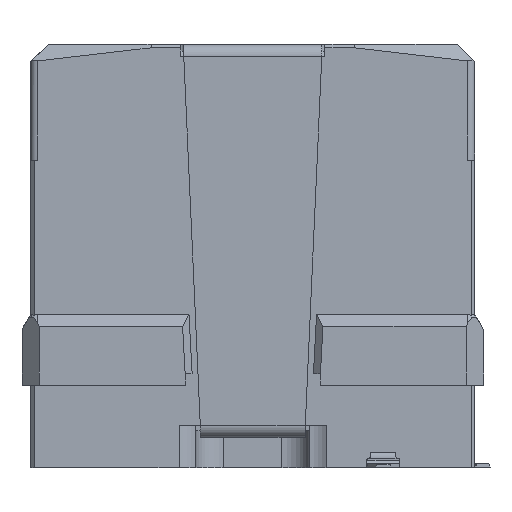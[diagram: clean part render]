
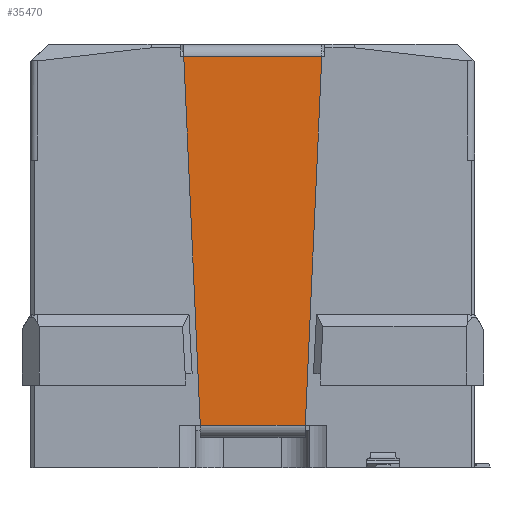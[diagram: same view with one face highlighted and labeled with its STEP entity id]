
A CAD part, left-side view. The second image highlights one B-rep face of the part: STEP entity #35470.
In plain terms, the highlighted planar face has unit normal (-1, 0, 0).
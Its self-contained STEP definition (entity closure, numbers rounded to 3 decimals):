
#791 = VECTOR ( 'NONE', #31774, 1000. ) ;
#937 = VERTEX_POINT ( 'NONE', #27908 ) ;
#1558 = ORIENTED_EDGE ( 'NONE', *, *, #18474, .T. ) ;
#1642 = ORIENTED_EDGE ( 'NONE', *, *, #10943, .F. ) ;
#1868 = CARTESIAN_POINT ( 'NONE',  ( -7.75, 0.98, 7.874 ) ) ;
#2100 = ORIENTED_EDGE ( 'NONE', *, *, #21063, .F. ) ;
#4193 = CARTESIAN_POINT ( 'NONE',  ( -7.75, 2.057, 5.044 ) ) ;
#4286 = PLANE ( 'NONE',  #7559 ) ;
#4319 = CARTESIAN_POINT ( 'NONE',  ( -7.75, 5.231, 1.21 ) ) ;
#4635 = DIRECTION ( 'NONE',  ( 1., 0., 0. ) ) ;
#5021 = VERTEX_POINT ( 'NONE', #14483 ) ;
#5556 = VECTOR ( 'NONE', #28511, 1000. ) ;
#6008 = CARTESIAN_POINT ( 'NONE',  ( -7.75, 1.928, 7.917 ) ) ;
#7177 = CARTESIAN_POINT ( 'NONE',  ( -7.75, 2.229, 1.21 ) ) ;
#7418 = CARTESIAN_POINT ( 'NONE',  ( -7.75, 1.756, 11.76 ) ) ;
#7433 = ORIENTED_EDGE ( 'NONE', *, *, #26926, .T. ) ;
#7559 = AXIS2_PLACEMENT_3D ( 'NONE', #1868, #4635, #18233 ) ;
#8978 = VECTOR ( 'NONE', #22573, 1000. ) ;
#9340 = VECTOR ( 'NONE', #19564, 1000. ) ;
#9720 = VECTOR ( 'NONE', #13996, 1000. ) ;
#10741 = LINE ( 'NONE', #4193, #791 ) ;
#10943 = EDGE_CURVE ( 'NONE', #27475, #13277, #11483, .T. ) ;
#10954 = CARTESIAN_POINT ( 'NONE',  ( -7.75, 0.98, 1.21 ) ) ;
#11483 = LINE ( 'NONE', #10954, #9340 ) ;
#11538 = VECTOR ( 'NONE', #34186, 1000. ) ;
#12279 = EDGE_CURVE ( 'NONE', #13277, #5021, #28279, .T. ) ;
#12398 = EDGE_LOOP ( 'NONE', ( #1558, #34953, #1642, #33534, #7433, #32573, #20602, #2100 ) ) ;
#12534 = VERTEX_POINT ( 'NONE', #28639 ) ;
#13277 = VERTEX_POINT ( 'NONE', #4319 ) ;
#13996 = DIRECTION ( 'NONE',  ( 0., 0.045, 0.999 ) ) ;
#14483 = CARTESIAN_POINT ( 'NONE',  ( -7.75, 5.403, 5.044 ) ) ;
#16700 = LINE ( 'NONE', #32983, #27092 ) ;
#18014 = VERTEX_POINT ( 'NONE', #28273 ) ;
#18164 = EDGE_CURVE ( 'NONE', #21586, #35783, #31004, .T. ) ;
#18233 = DIRECTION ( 'NONE',  ( 0., 0., 1. ) ) ;
#18474 = EDGE_CURVE ( 'NONE', #937, #5021, #28458, .T. ) ;
#19288 = EDGE_CURVE ( 'NONE', #21586, #12534, #16700, .T. ) ;
#19564 = DIRECTION ( 'NONE',  ( 0., 1., 0. ) ) ;
#20319 = CARTESIAN_POINT ( 'NONE',  ( -7.75, 0.98, 11.76 ) ) ;
#20602 = ORIENTED_EDGE ( 'NONE', *, *, #18164, .T. ) ;
#20961 = VECTOR ( 'NONE', #35635, 1000. ) ;
#21063 = EDGE_CURVE ( 'NONE', #937, #35783, #25275, .T. ) ;
#21586 = VERTEX_POINT ( 'NONE', #7418 ) ;
#22482 = CARTESIAN_POINT ( 'NONE',  ( -7.75, 5.53, 7.874 ) ) ;
#22573 = DIRECTION ( 'NONE',  ( 0., -0.045, -0.999 ) ) ;
#24864 = CARTESIAN_POINT ( 'NONE',  ( -7.75, 5.231, 1.21 ) ) ;
#25164 = CARTESIAN_POINT ( 'NONE',  ( -7.75, 5.704, 11.76 ) ) ;
#25275 = LINE ( 'NONE', #22482, #9720 ) ;
#25376 = EDGE_CURVE ( 'NONE', #18014, #27475, #10741, .T. ) ;
#26926 = EDGE_CURVE ( 'NONE', #18014, #12534, #27649, .T. ) ;
#27092 = VECTOR ( 'NONE', #35533, 1000. ) ;
#27475 = VERTEX_POINT ( 'NONE', #7177 ) ;
#27649 = LINE ( 'NONE', #6008, #5556 ) ;
#27908 = CARTESIAN_POINT ( 'NONE',  ( -7.75, 5.53, 7.874 ) ) ;
#28273 = CARTESIAN_POINT ( 'NONE',  ( -7.75, 2.057, 5.044 ) ) ;
#28279 = LINE ( 'NONE', #24864, #20961 ) ;
#28458 = LINE ( 'NONE', #33782, #8978 ) ;
#28511 = DIRECTION ( 'NONE',  ( 0., -0.045, 0.999 ) ) ;
#28639 = CARTESIAN_POINT ( 'NONE',  ( -7.75, 1.93, 7.874 ) ) ;
#29491 = FACE_OUTER_BOUND ( 'NONE', #12398, .T. ) ;
#31004 = LINE ( 'NONE', #20319, #11538 ) ;
#31774 = DIRECTION ( 'NONE',  ( 0., 0.045, -0.999 ) ) ;
#32573 = ORIENTED_EDGE ( 'NONE', *, *, #19288, .F. ) ;
#32983 = CARTESIAN_POINT ( 'NONE',  ( -7.75, 1.756, 11.76 ) ) ;
#33534 = ORIENTED_EDGE ( 'NONE', *, *, #25376, .F. ) ;
#33782 = CARTESIAN_POINT ( 'NONE',  ( -7.75, 5.521, 7.67 ) ) ;
#34186 = DIRECTION ( 'NONE',  ( 0., 1., 0. ) ) ;
#34953 = ORIENTED_EDGE ( 'NONE', *, *, #12279, .F. ) ;
#35470 = ADVANCED_FACE ( 'NONE', ( #29491 ), #4286, .F. ) ;
#35533 = DIRECTION ( 'NONE',  ( 0., 0.045, -0.999 ) ) ;
#35635 = DIRECTION ( 'NONE',  ( 0., 0.045, 0.999 ) ) ;
#35783 = VERTEX_POINT ( 'NONE', #25164 ) ;
